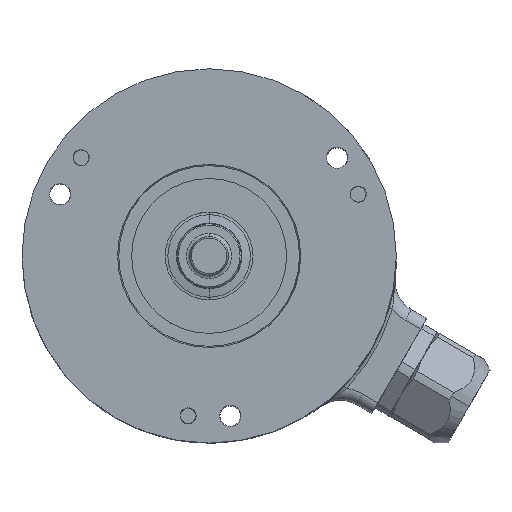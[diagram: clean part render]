
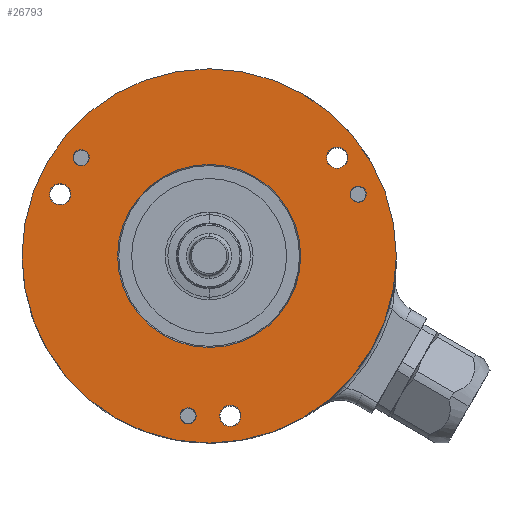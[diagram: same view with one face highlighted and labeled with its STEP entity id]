
A CAD part, top view. The second image highlights one B-rep face of the part: STEP entity #26793.
In plain terms, the highlighted planar face has unit normal (0, 0, 1).
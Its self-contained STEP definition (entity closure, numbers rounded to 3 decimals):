
#4210=CARTESIAN_POINT('',(0.,0.,25.));
#4211=DIRECTION('',(0.,0.,1.));
#4212=DIRECTION('',(1.,0.,0.));
#4213=AXIS2_PLACEMENT_3D('',#4210,#4211,#4212);
#4215=CARTESIAN_POINT('',(0.,0.,25.));
#4216=DIRECTION('',(0.,0.,1.));
#4217=DIRECTION('',(-1.,0.,0.));
#4218=AXIS2_PLACEMENT_3D('',#4215,#4216,#4217);
#4220=CARTESIAN_POINT('',(-19.834,15.219,25.));
#4221=DIRECTION('',(0.,0.,-1.));
#4222=DIRECTION('',(-0.793,0.609,0.));
#4223=AXIS2_PLACEMENT_3D('',#4220,#4221,#4222);
#4225=CARTESIAN_POINT('',(-19.834,15.219,25.));
#4226=DIRECTION('',(0.,0.,-1.));
#4227=DIRECTION('',(0.793,-0.609,0.));
#4228=AXIS2_PLACEMENT_3D('',#4225,#4226,#4227);
#4230=CARTESIAN_POINT('',(-3.263,-24.786,25.));
#4231=DIRECTION('',(0.,0.,-1.));
#4232=DIRECTION('',(-0.131,-0.991,0.));
#4233=AXIS2_PLACEMENT_3D('',#4230,#4231,#4232);
#4235=CARTESIAN_POINT('',(-3.263,-24.786,25.));
#4236=DIRECTION('',(0.,0.,-1.));
#4237=DIRECTION('',(0.131,0.991,0.));
#4238=AXIS2_PLACEMENT_3D('',#4235,#4236,#4237);
#4240=CARTESIAN_POINT('',(23.097,9.567,25.));
#4241=DIRECTION('',(0.,0.,-1.));
#4242=DIRECTION('',(0.924,0.383,0.));
#4243=AXIS2_PLACEMENT_3D('',#4240,#4241,#4242);
#4245=CARTESIAN_POINT('',(23.097,9.567,25.));
#4246=DIRECTION('',(0.,0.,-1.));
#4247=DIRECTION('',(-0.924,-0.383,0.));
#4248=AXIS2_PLACEMENT_3D('',#4245,#4246,#4247);
#4250=CARTESIAN_POINT('',(3.263,-24.786,25.));
#4251=DIRECTION('',(0.,0.,1.));
#4252=DIRECTION('',(0.,-1.,0.));
#4253=AXIS2_PLACEMENT_3D('',#4250,#4251,#4252);
#4255=CARTESIAN_POINT('',(3.263,-24.786,25.));
#4256=DIRECTION('',(0.,0.,1.));
#4257=DIRECTION('',(0.,1.,0.));
#4258=AXIS2_PLACEMENT_3D('',#4255,#4256,#4257);
#4260=CARTESIAN_POINT('',(19.834,15.219,25.));
#4261=DIRECTION('',(0.,0.,1.));
#4262=DIRECTION('',(0.,-1.,0.));
#4263=AXIS2_PLACEMENT_3D('',#4260,#4261,#4262);
#4265=CARTESIAN_POINT('',(19.834,15.219,25.));
#4266=DIRECTION('',(0.,0.,1.));
#4267=DIRECTION('',(0.,1.,0.));
#4268=AXIS2_PLACEMENT_3D('',#4265,#4266,#4267);
#4270=CARTESIAN_POINT('',(-23.097,9.567,25.));
#4271=DIRECTION('',(0.,0.,1.));
#4272=DIRECTION('',(0.,-1.,0.));
#4273=AXIS2_PLACEMENT_3D('',#4270,#4271,#4272);
#4275=CARTESIAN_POINT('',(-23.097,9.567,25.));
#4276=DIRECTION('',(0.,0.,1.));
#4277=DIRECTION('',(0.,1.,0.));
#4278=AXIS2_PLACEMENT_3D('',#4275,#4276,#4277);
#4289=CARTESIAN_POINT('',(0.,0.,25.));
#4290=DIRECTION('',(0.,0.,-1.));
#4291=DIRECTION('',(-1.,0.,0.));
#4292=AXIS2_PLACEMENT_3D('',#4289,#4290,#4291);
#4318=CARTESIAN_POINT('',(0.,0.,25.));
#4319=DIRECTION('',(0.,0.,-1.));
#4320=DIRECTION('',(1.,0.,0.));
#4321=AXIS2_PLACEMENT_3D('',#4318,#4319,#4320);
#22091=CARTESIAN_POINT('',(29.,0.,25.));
#22092=CARTESIAN_POINT('',(-29.,0.,25.));
#22093=VERTEX_POINT('',#22091);
#22094=VERTEX_POINT('',#22092);
#22167=CARTESIAN_POINT('',(-20.826,15.98,25.));
#22168=CARTESIAN_POINT('',(-18.842,14.458,25.));
#22169=VERTEX_POINT('',#22167);
#22170=VERTEX_POINT('',#22168);
#22171=CARTESIAN_POINT('',(-3.426,-26.025,25.));
#22172=CARTESIAN_POINT('',(-3.1,-23.547,25.));
#22173=VERTEX_POINT('',#22171);
#22174=VERTEX_POINT('',#22172);
#22175=CARTESIAN_POINT('',(24.252,10.045,25.));
#22176=CARTESIAN_POINT('',(21.942,9.089,25.));
#22177=VERTEX_POINT('',#22175);
#22178=VERTEX_POINT('',#22176);
#22277=CARTESIAN_POINT('',(14.188,0.,25.));
#22278=CARTESIAN_POINT('',(-14.188,0.,25.));
#22279=VERTEX_POINT('',#22277);
#22280=VERTEX_POINT('',#22278);
#22472=CARTESIAN_POINT('',(3.263,-26.436,25.));
#22473=CARTESIAN_POINT('',(3.263,-23.136,25.));
#22474=VERTEX_POINT('',#22472);
#22475=VERTEX_POINT('',#22473);
#22480=CARTESIAN_POINT('',(19.834,13.569,25.));
#22481=CARTESIAN_POINT('',(19.834,16.869,25.));
#22482=VERTEX_POINT('',#22480);
#22483=VERTEX_POINT('',#22481);
#22488=CARTESIAN_POINT('',(-23.097,7.917,25.));
#22489=CARTESIAN_POINT('',(-23.097,11.217,25.));
#22490=VERTEX_POINT('',#22488);
#22491=VERTEX_POINT('',#22489);
#26742=CARTESIAN_POINT('',(0.,0.,25.));
#26743=DIRECTION('',(0.,0.,1.));
#26744=DIRECTION('',(1.,0.,0.));
#26745=AXIS2_PLACEMENT_3D('',#26742,#26743,#26744);
#26746=PLANE('',#26745);
#26747=ORIENTED_EDGE('',*,*,#26722,.F.);
#26748=ORIENTED_EDGE('',*,*,#26736,.F.);
#26749=EDGE_LOOP('',(#26747,#26748));
#26750=FACE_OUTER_BOUND('',#26749,.F.);
#26752=ORIENTED_EDGE('',*,*,#26751,.F.);
#26754=ORIENTED_EDGE('',*,*,#26753,.F.);
#26755=EDGE_LOOP('',(#26752,#26754));
#26756=FACE_BOUND('',#26755,.F.);
#26758=ORIENTED_EDGE('',*,*,#26757,.F.);
#26760=ORIENTED_EDGE('',*,*,#26759,.F.);
#26761=EDGE_LOOP('',(#26758,#26760));
#26762=FACE_BOUND('',#26761,.F.);
#26764=ORIENTED_EDGE('',*,*,#26763,.F.);
#26766=ORIENTED_EDGE('',*,*,#26765,.F.);
#26767=EDGE_LOOP('',(#26764,#26766));
#26768=FACE_BOUND('',#26767,.F.);
#26770=ORIENTED_EDGE('',*,*,#26769,.F.);
#26772=ORIENTED_EDGE('',*,*,#26771,.F.);
#26773=EDGE_LOOP('',(#26770,#26772));
#26774=FACE_BOUND('',#26773,.F.);
#26776=ORIENTED_EDGE('',*,*,#26775,.T.);
#26778=ORIENTED_EDGE('',*,*,#26777,.T.);
#26779=EDGE_LOOP('',(#26776,#26778));
#26780=FACE_BOUND('',#26779,.F.);
#26782=ORIENTED_EDGE('',*,*,#26781,.T.);
#26784=ORIENTED_EDGE('',*,*,#26783,.T.);
#26785=EDGE_LOOP('',(#26782,#26784));
#26786=FACE_BOUND('',#26785,.F.);
#26788=ORIENTED_EDGE('',*,*,#26787,.T.);
#26790=ORIENTED_EDGE('',*,*,#26789,.T.);
#26791=EDGE_LOOP('',(#26788,#26790));
#26792=FACE_BOUND('',#26791,.F.);
#4214=CIRCLE('',#4213,29.);
#4219=CIRCLE('',#4218,29.);
#4224=CIRCLE('',#4223,1.25);
#4229=CIRCLE('',#4228,1.25);
#4234=CIRCLE('',#4233,1.25);
#4239=CIRCLE('',#4238,1.25);
#4244=CIRCLE('',#4243,1.25);
#4249=CIRCLE('',#4248,1.25);
#4254=CIRCLE('',#4253,1.65);
#4259=CIRCLE('',#4258,1.65);
#4264=CIRCLE('',#4263,1.65);
#4269=CIRCLE('',#4268,1.65);
#4274=CIRCLE('',#4273,1.65);
#4279=CIRCLE('',#4278,1.65);
#4293=CIRCLE('',#4292,14.188);
#4322=CIRCLE('',#4321,14.188);
#26722=EDGE_CURVE('',#22093,#22094,#4214,.T.);
#26736=EDGE_CURVE('',#22094,#22093,#4219,.T.);
#26751=EDGE_CURVE('',#22280,#22279,#4293,.T.);
#26753=EDGE_CURVE('',#22279,#22280,#4322,.T.);
#26757=EDGE_CURVE('',#22169,#22170,#4224,.T.);
#26759=EDGE_CURVE('',#22170,#22169,#4229,.T.);
#26763=EDGE_CURVE('',#22173,#22174,#4234,.T.);
#26765=EDGE_CURVE('',#22174,#22173,#4239,.T.);
#26769=EDGE_CURVE('',#22177,#22178,#4244,.T.);
#26771=EDGE_CURVE('',#22178,#22177,#4249,.T.);
#26775=EDGE_CURVE('',#22474,#22475,#4254,.T.);
#26777=EDGE_CURVE('',#22475,#22474,#4259,.T.);
#26781=EDGE_CURVE('',#22482,#22483,#4264,.T.);
#26783=EDGE_CURVE('',#22483,#22482,#4269,.T.);
#26787=EDGE_CURVE('',#22490,#22491,#4274,.T.);
#26789=EDGE_CURVE('',#22491,#22490,#4279,.T.);
#26793=ADVANCED_FACE('',(#26750,#26756,#26762,#26768,#26774,#26780,#26786,
#26792),#26746,.T.);
